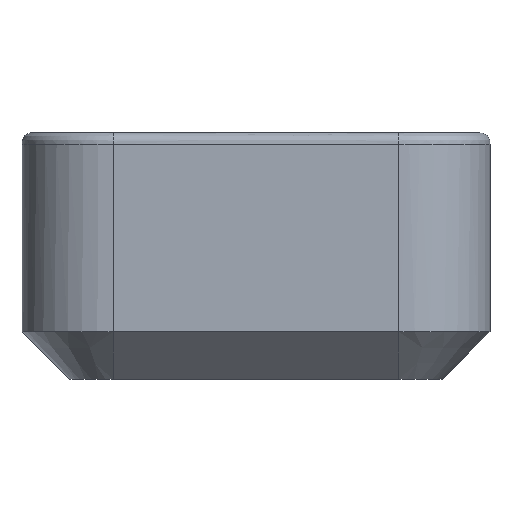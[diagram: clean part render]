
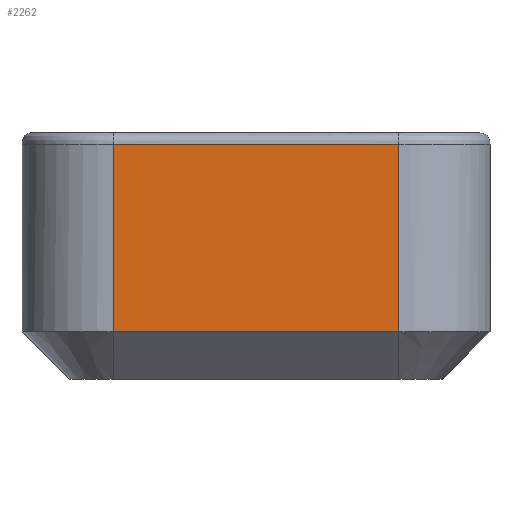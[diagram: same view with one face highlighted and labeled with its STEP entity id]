
A CAD part, left-side view. The second image highlights one B-rep face of the part: STEP entity #2262.
In plain terms, the highlighted planar face has unit normal (-1, 0, 0).
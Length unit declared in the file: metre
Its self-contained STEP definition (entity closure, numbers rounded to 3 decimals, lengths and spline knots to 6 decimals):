
#150=B_SPLINE_CURVE_WITH_KNOTS('',3,(#3255,#3256,#3257,#3258),
 .UNSPECIFIED.,.F.,.F.,(4,4),(0.,1.),.UNSPECIFIED.);
#434=ORIENTED_EDGE('',*,*,#1120,.T.);
#435=ORIENTED_EDGE('',*,*,#1121,.T.);
#436=ORIENTED_EDGE('',*,*,#1117,.F.);
#437=ORIENTED_EDGE('',*,*,#1122,.T.);
#1117=EDGE_CURVE('',#1456,#1457,#1645,.T.);
#1120=EDGE_CURVE('',#1458,#1459,#1646,.T.);
#1121=EDGE_CURVE('',#1459,#1457,#1647,.T.);
#1122=EDGE_CURVE('',#1456,#1458,#150,.T.);
#1456=VERTEX_POINT('',#3242);
#1457=VERTEX_POINT('',#3243);
#1458=VERTEX_POINT('',#3252);
#1459=VERTEX_POINT('',#3253);
#1645=LINE('',#3241,#1801);
#1646=LINE('',#3251,#1802);
#1647=LINE('',#3254,#1803);
#1801=VECTOR('',#2650,1.);
#1802=VECTOR('',#2655,1.);
#1803=VECTOR('',#2656,1.);
#1905=EDGE_LOOP('',(#434,#435,#436,#437));
#2052=FACE_BOUND('',#1905,.T.);
#2192=PLANE('',#2431);
#2262=ADVANCED_FACE('',(#2052),#2192,.T.);
#2431=AXIS2_PLACEMENT_3D('',#3250,#2653,#2654);
#2650=DIRECTION('',(0.,0.,-1.));
#2653=DIRECTION('',(-1.,0.,0.));
#2654=DIRECTION('',(0.,0.,1.));
#2655=DIRECTION('',(0.,0.,-1.));
#2656=DIRECTION('',(0.,-1.,0.));
#3241=CARTESIAN_POINT('',(-0.03725,-0.01205,0.003402));
#3242=CARTESIAN_POINT('',(-0.03725,-0.01205,0.0024));
#3243=CARTESIAN_POINT('',(-0.03725,-0.01205,-0.0134));
#3250=CARTESIAN_POINT('',(-0.03725,0.,0.003402));
#3251=CARTESIAN_POINT('',(-0.03725,0.01205,0.003402));
#3252=CARTESIAN_POINT('',(-0.03725,0.01205,0.0024));
#3253=CARTESIAN_POINT('',(-0.03725,0.01205,-0.0134));
#3254=CARTESIAN_POINT('',(-0.03725,0.,-0.0134));
#3255=CARTESIAN_POINT('',(-0.03725,-0.01205,0.0024));
#3256=CARTESIAN_POINT('',(-0.03725,-0.004017,0.0024));
#3257=CARTESIAN_POINT('',(-0.03725,0.004017,0.0024));
#3258=CARTESIAN_POINT('',(-0.03725,0.01205,0.0024));
